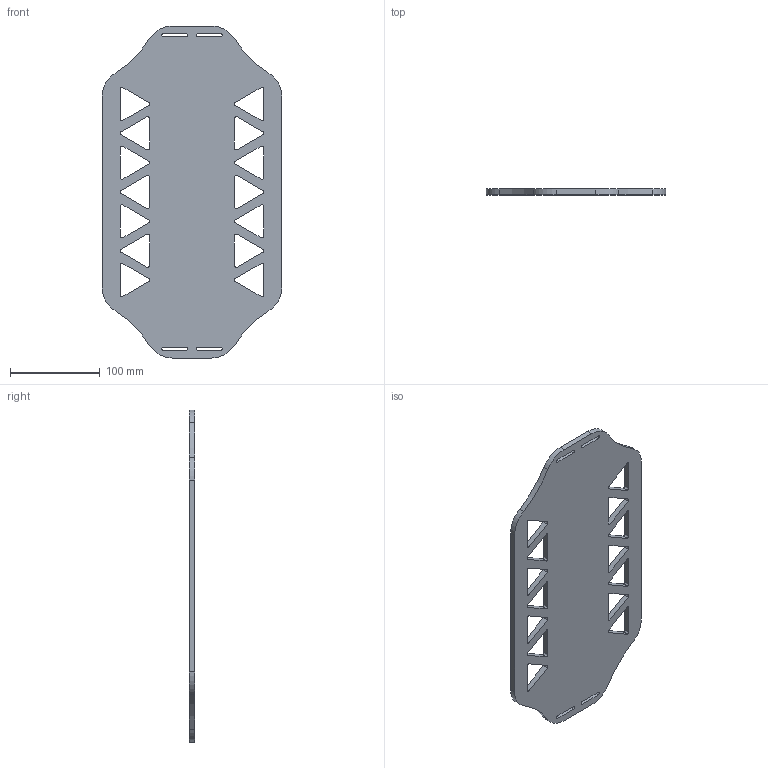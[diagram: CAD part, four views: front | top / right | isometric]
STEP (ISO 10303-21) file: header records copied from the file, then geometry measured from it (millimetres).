
FILE_DESCRIPTION (( 'STEP AP203' ), '1' );
FILE_NAME ('Plate Assembly Noopur.STEP', '2017-12-09T17:52:35', ( '' ), ( '' ), 'SwSTEP 2.0', 'SolidWorks 2016', '' );
FILE_SCHEMA (( 'CONFIG_CONTROL_DESIGN' ));
Length unit declared in the file: inch
Products named in the file (2): Component1; Plate Assembly Noopur
Assembly tree (1 placements, depth 2):
  Plate Assembly Noopur
    Component1
Bounding box: 200 x 6.35 x 370 mm (x, y, z)
Volume: 346493.2 mm3; surface area: 126838.3 mm2
Topology: 1 solids, 1 shells, 132 faces, 390 edges, 260 vertices
Faces by surface type: cylinder 76, plane 56
Entity records: 4738 total; most frequent: DIRECTION 814, CARTESIAN_POINT 786, ORIENTED_EDGE 780, EDGE_CURVE 390, AXIS2_PLACEMENT_3D 288, VERTEX_POINT 260, LINE 238, VECTOR 238
